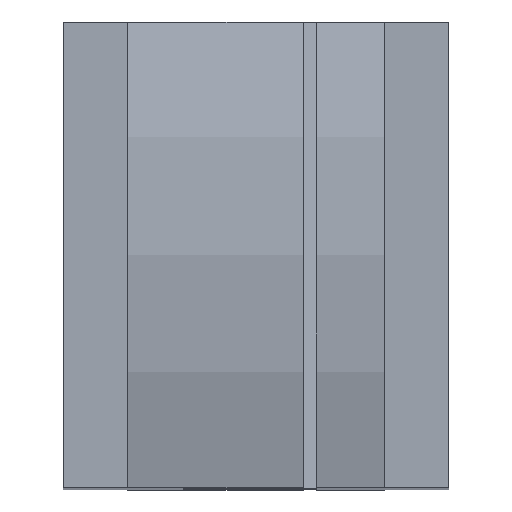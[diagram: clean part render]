
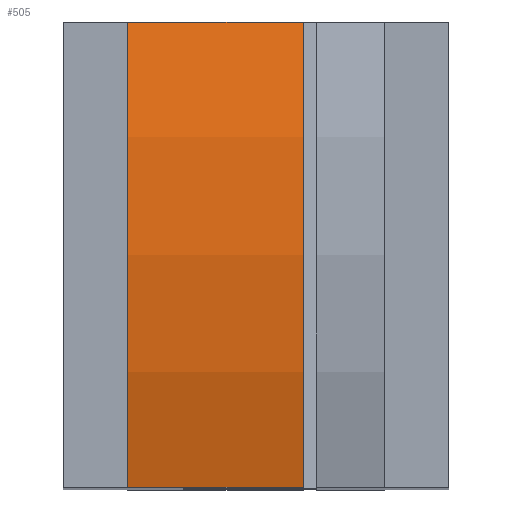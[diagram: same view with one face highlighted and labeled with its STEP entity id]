
A CAD part, top view. The second image highlights one B-rep face of the part: STEP entity #505.
In plain terms, the highlighted cylindrical face has radius 12.55 mm (diameter 25.1 mm), a partial arc.
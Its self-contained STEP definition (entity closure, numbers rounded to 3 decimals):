
#17=CYLINDRICAL_SURFACE('',#550,12.55);
#21=CIRCLE('',#546,12.55);
#23=CIRCLE('',#551,12.55);
#33=FACE_OUTER_BOUND('',#61,.T.);
#61=EDGE_LOOP('',(#349,#350,#351,#352));
#97=LINE('',#751,#161);
#98=LINE('',#754,#162);
#161=VECTOR('',#608,10.);
#162=VECTOR('',#611,10.);
#217=VERTEX_POINT('',#729);
#218=VERTEX_POINT('',#731);
#225=VERTEX_POINT('',#750);
#226=VERTEX_POINT('',#752);
#266=EDGE_CURVE('',#218,#217,#21,.T.);
#275=EDGE_CURVE('',#217,#225,#97,.T.);
#276=EDGE_CURVE('',#225,#226,#23,.T.);
#277=EDGE_CURVE('',#226,#218,#98,.T.);
#349=ORIENTED_EDGE('',*,*,#266,.T.);
#350=ORIENTED_EDGE('',*,*,#275,.T.);
#351=ORIENTED_EDGE('',*,*,#276,.T.);
#352=ORIENTED_EDGE('',*,*,#277,.T.);
#505=ADVANCED_FACE('',(#33),#17,.T.);
#546=AXIS2_PLACEMENT_3D('',#732,#591,#592);
#550=AXIS2_PLACEMENT_3D('',#749,#606,#607);
#551=AXIS2_PLACEMENT_3D('',#753,#609,#610);
#591=DIRECTION('center_axis',(1.,0.,0.));
#592=DIRECTION('ref_axis',(0.,0.,-1.));
#606=DIRECTION('center_axis',(-1.,0.,0.));
#607=DIRECTION('ref_axis',(0.,0.,1.));
#608=DIRECTION('',(1.,0.,0.));
#609=DIRECTION('center_axis',(-1.,0.,0.));
#610=DIRECTION('ref_axis',(0.,0.,-1.));
#611=DIRECTION('',(-1.,0.,0.));
#729=CARTESIAN_POINT('',(-2.,-3.625,12.015));
#731=CARTESIAN_POINT('',(-2.,3.625,12.015));
#732=CARTESIAN_POINT('Origin',(-2.,0.,0.));
#749=CARTESIAN_POINT('Origin',(3.,0.,0.));
#750=CARTESIAN_POINT('',(0.737,-3.625,12.015));
#751=CARTESIAN_POINT('',(3.,-3.625,12.015));
#752=CARTESIAN_POINT('',(0.737,3.625,12.015));
#753=CARTESIAN_POINT('Origin',(0.737,0.,0.));
#754=CARTESIAN_POINT('',(3.,3.625,12.015));
